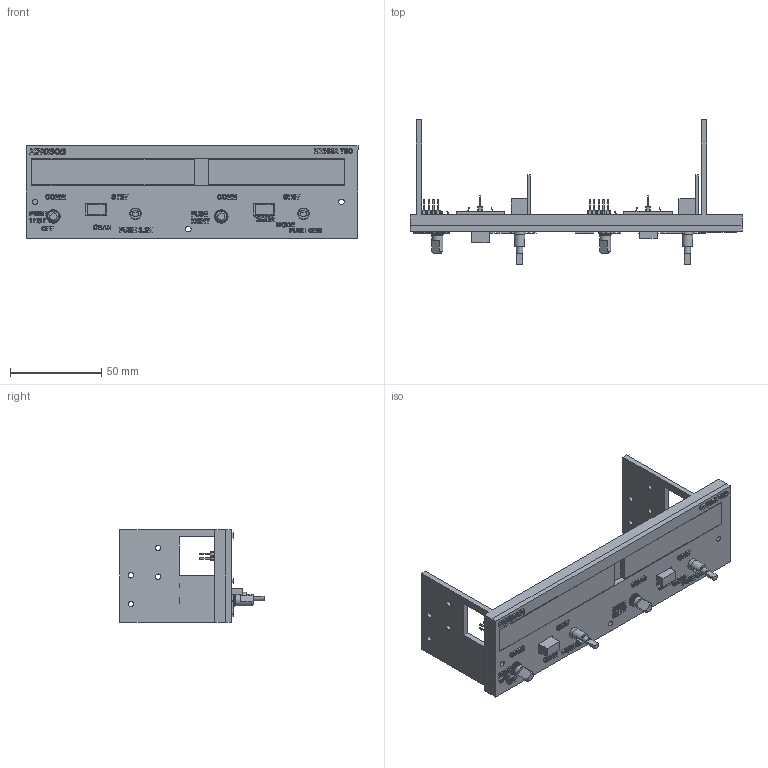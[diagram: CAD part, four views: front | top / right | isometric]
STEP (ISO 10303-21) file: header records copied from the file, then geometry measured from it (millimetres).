
FILE_DESCRIPTION(/* description */ (''),/* implementation_level */ '2;1');
FILE_NAME(/* name */ 'Stretched KX 165A Radio Model v56.step',/* time_stamp */ '2023-07-12T15:10:20-06:00',/* author */ (''),/* organization */ (''),/* preprocessor_version */ 'ST-DEVELOPER v19.2',/* originating_system */ 'Autodesk Translation Framework v12.6.0.85',/* authorisation */ '');
FILE_SCHEMA (('AUTOMOTIVE_DESIGN { 1 0 10303 214 3 1 1 }'));
Products named in the file (23): Stretched KX 165A Radio Model; Electronics; PropWashSim Dual Encoder (6mm screw, 6.5 loose); EC11-THT-15F-thread-green; PropWashPCB; 12mm Push Button v1; PCB; Header 2 pins; Button; EC11-THT-15F-thread-green_1; EC11-Base; EC11-Shaft-F; EC11-Housing-THT; PropWashPCB v3(Mirror); 12mm Push Button v1(Mirror); PCB(Mirror); Header 2 pins v1(Mirror); Button(Mirror); PropWashSim LED 7 Segment 12 digit No Ears; PropWashSim LED 7 Segment 10 digit No Ears; Header 10 pins; Faceplate; Backing and Mount
Assembly tree (27 placements, depth 4):
  Stretched KX 165A Radio Model
    Electronics
      PropWashSim Dual Encoder (6mm screw, 6.5 loose)  x2
      EC11-THT-15F-thread-green
        EC11-Base
        EC11-Shaft-F
        EC11-Housing-THT
      PropWashPCB
        12mm Push Button v1
        PCB
        Header 2 pins
        Button
      EC11-THT-15F-thread-green_1
        EC11-Base
        EC11-Shaft-F
        EC11-Housing-THT
      PropWashPCB v3(Mirror)
        12mm Push Button v1(Mirror)
        PCB(Mirror)
        Header 2 pins v1(Mirror)
        Button(Mirror)
      PropWashSim LED 7 Segment 12 digit No Ears
        Header 10 pins
      PropWashSim LED 7 Segment 10 digit No Ears
        Header 10 pins
    Faceplate
    Backing and Mount
Bounding box: 181.8 x 79.05 x 50.8 mm (x, y, z)
Volume: 83622.8 mm3; surface area: 68856.9 mm2
Topology: 122 solids, 122 shells, 3526 faces, 9018 edges, 5835 vertices
Faces by surface type: plane 2341, bspline 859, cylinder 284, sphere 20, torus 16, cone 6
Full cylindrical faces by diameter (mm): 1.25 x8, 2.4 x2, 2.8 x4, 3 x18, 3.5 x6, 5.85 x4, 6 x6, 6.25 x2, 6.7 x4, 7 x12, 7.5 x2, 22 x2
Entity records: 104043 total; most frequent: CARTESIAN_POINT 40024, ORIENTED_EDGE 14448, DIRECTION 9994, EDGE_CURVE 7224, LINE 5144, VECTOR 5144, VERTEX_POINT 4721, EDGE_LOOP 2995
